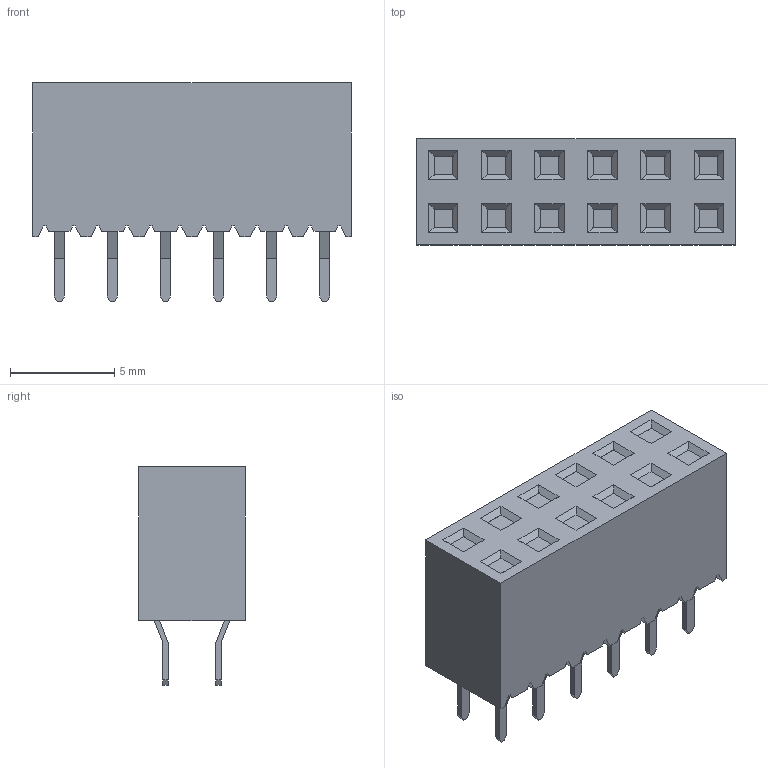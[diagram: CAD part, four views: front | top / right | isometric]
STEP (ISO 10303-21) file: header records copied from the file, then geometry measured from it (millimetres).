
FILE_DESCRIPTION((''),'2;1');
FILE_NAME('SAMTEC_BCS-106-L-D-TE.stp','2015-01-19T13:54:48',(''),(''),'Mechanical Desktop 2011','Mechanical Desktop 2011',', , ');
FILE_SCHEMA(('AUTOMOTIVE_DESIGN { 1 2 10303 214 1 1 1 1 }'));
Length unit declared in the file: millimetre
Products named in the file (1): Product
Bounding box: 15.24 x 5.08 x 10.46 mm (x, y, z)
Volume: 552.6 mm3; surface area: 746.8 mm2
Topology: 14 solids, 14 shells, 234 faces, 620 edges, 404 vertices
Faces by surface type: plane 228, bspline 6
Entity records: 7150 total; most frequent: CARTESIAN_POINT 1277, ORIENTED_EDGE 1240, DIRECTION 1078, VECTOR 620, LINE 620, EDGE_CURVE 620, VERTEX_POINT 404, EDGE_LOOP 246
